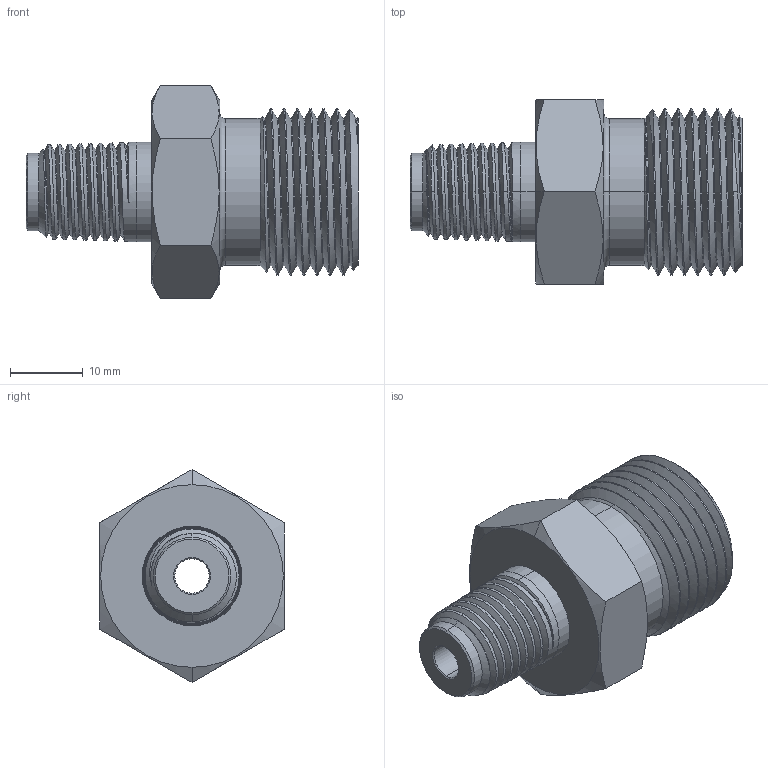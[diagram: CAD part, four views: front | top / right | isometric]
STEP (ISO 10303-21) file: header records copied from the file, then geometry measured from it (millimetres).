
FILE_DESCRIPTION (( 'STEP AP203' ), '1' );
FILE_NAME ('AD-540MBR-4MNPT.STEP', '2025-08-04T13:14:33', ( '' ), ( '' ), 'SwSTEP 2.0', 'SolidWorks 2018', '' );
FILE_SCHEMA (( 'CONFIG_CONTROL_DESIGN' ));
Length unit declared in the file: inch
Products named in the file (1): AD-540MBR-4MNPT
Bounding box: 45.72 x 25.4 x 29.33 mm (x, y, z)
Volume: 11807.2 mm3; surface area: 5594.1 mm2
Topology: 1 solids, 1 shells, 225 faces, 597 edges, 390 vertices
Faces by surface type: plane 78, bspline 66, cylinder 41, cone 36, torus 4
Entity records: 15000 total; most frequent: CARTESIAN_POINT 10034, ORIENTED_EDGE 1194, DIRECTION 718, EDGE_CURVE 597, VERTEX_POINT 390, VECTOR 304, LINE 304, EDGE_LOOP 243
